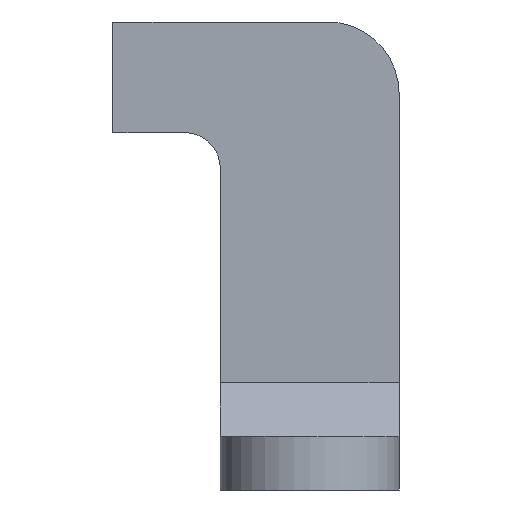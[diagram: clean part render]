
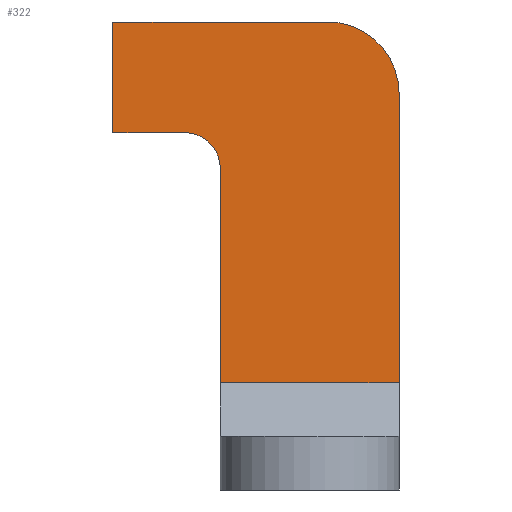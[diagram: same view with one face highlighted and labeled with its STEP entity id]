
A CAD part, left-side view. The second image highlights one B-rep face of the part: STEP entity #322.
In plain terms, the highlighted planar face has unit normal (-1, 0, 0).
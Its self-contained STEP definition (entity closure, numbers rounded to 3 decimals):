
#28=CIRCLE('',#368,4.);
#29=CIRCLE('',#370,2.);
#39=FACE_OUTER_BOUND('',#57,.T.);
#57=EDGE_LOOP('',(#245,#246,#247,#248,#249,#250,#251,#252));
#71=LINE('',#482,#106);
#84=LINE('',#523,#119);
#85=LINE('',#525,#120);
#86=LINE('',#527,#121);
#87=LINE('',#529,#122);
#88=LINE('',#532,#123);
#106=VECTOR('',#389,10.);
#119=VECTOR('',#430,10.);
#120=VECTOR('',#431,10.);
#121=VECTOR('',#432,10.);
#122=VECTOR('',#433,10.);
#123=VECTOR('',#436,10.);
#138=VERTEX_POINT('',#475);
#141=VERTEX_POINT('',#480);
#154=VERTEX_POINT('',#517);
#155=VERTEX_POINT('',#519);
#156=VERTEX_POINT('',#524);
#157=VERTEX_POINT('',#526);
#158=VERTEX_POINT('',#528);
#159=VERTEX_POINT('',#530);
#171=EDGE_CURVE('',#141,#138,#71,.T.);
#189=EDGE_CURVE('',#154,#155,#28,.T.);
#191=EDGE_CURVE('',#141,#155,#84,.T.);
#192=EDGE_CURVE('',#154,#156,#85,.T.);
#193=EDGE_CURVE('',#157,#156,#86,.T.);
#194=EDGE_CURVE('',#157,#158,#87,.T.);
#195=EDGE_CURVE('',#159,#158,#29,.T.);
#196=EDGE_CURVE('',#159,#138,#88,.T.);
#245=ORIENTED_EDGE('',*,*,#171,.F.);
#246=ORIENTED_EDGE('',*,*,#191,.T.);
#247=ORIENTED_EDGE('',*,*,#189,.F.);
#248=ORIENTED_EDGE('',*,*,#192,.T.);
#249=ORIENTED_EDGE('',*,*,#193,.F.);
#250=ORIENTED_EDGE('',*,*,#194,.T.);
#251=ORIENTED_EDGE('',*,*,#195,.F.);
#252=ORIENTED_EDGE('',*,*,#196,.T.);
#307=PLANE('',#369);
#322=ADVANCED_FACE('',(#39),#307,.T.);
#368=AXIS2_PLACEMENT_3D('',#520,#425,#426);
#369=AXIS2_PLACEMENT_3D('',#522,#428,#429);
#370=AXIS2_PLACEMENT_3D('',#531,#434,#435);
#389=DIRECTION('',(0.,1.,0.));
#425=DIRECTION('center_axis',(1.,0.,0.));
#426=DIRECTION('ref_axis',(0.,-0.707,-0.707));
#428=DIRECTION('center_axis',(-1.,0.,0.));
#429=DIRECTION('ref_axis',(0.,-1.,0.));
#430=DIRECTION('',(0.,0.,1.));
#431=DIRECTION('',(0.,1.,0.));
#432=DIRECTION('',(0.,0.,1.));
#433=DIRECTION('',(0.,-1.,0.));
#434=DIRECTION('center_axis',(-1.,0.,0.));
#435=DIRECTION('ref_axis',(0.,-0.707,0.707));
#436=DIRECTION('',(0.,0.,-1.));
#475=CARTESIAN_POINT('',(11.278,-181.007,6.));
#480=CARTESIAN_POINT('',(11.278,-191.007,6.));
#482=CARTESIAN_POINT('',(11.278,-180.502,6.));
#517=CARTESIAN_POINT('',(11.278,-187.007,26.173));
#519=CARTESIAN_POINT('',(11.278,-191.007,22.173));
#520=CARTESIAN_POINT('Origin',(11.278,-187.007,22.173));
#522=CARTESIAN_POINT('Origin',(11.278,-174.997,0.));
#523=CARTESIAN_POINT('',(11.278,-191.007,13.087));
#524=CARTESIAN_POINT('',(11.278,-174.997,26.173));
#525=CARTESIAN_POINT('',(11.278,-180.897,26.173));
#526=CARTESIAN_POINT('',(11.278,-174.997,19.987));
#527=CARTESIAN_POINT('',(11.278,-174.997,0.));
#528=CARTESIAN_POINT('',(11.278,-179.007,19.987));
#529=CARTESIAN_POINT('',(11.278,-178.002,19.987));
#530=CARTESIAN_POINT('',(11.278,-181.007,17.987));
#531=CARTESIAN_POINT('Origin',(11.278,-179.007,17.987));
#532=CARTESIAN_POINT('',(11.278,-181.007,0.));
